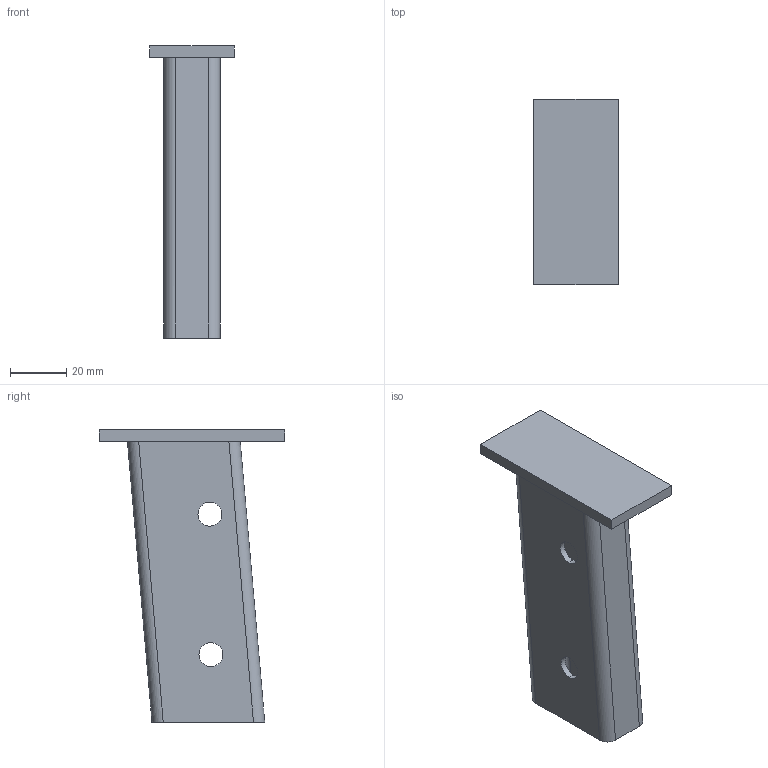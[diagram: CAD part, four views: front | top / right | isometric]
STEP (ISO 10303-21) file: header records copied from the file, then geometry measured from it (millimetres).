
FILE_DESCRIPTION (( 'STEP AP214' ), '1' );
FILE_NAME ('0026933.step', '2022-09-13T11:12:44', ( '' ), ( '' ), 'SwSTEP 2.0', 'SolidWorks 2020', '' );
FILE_SCHEMA (( 'AUTOMOTIVE_DESIGN' ));
Length unit declared in the file: millimetre
Products named in the file (1): 0026933
Bounding box: 30 x 66 x 104 mm (x, y, z)
Volume: 28891.7 mm3; surface area: 25941.6 mm2
Topology: 1 solids, 1 shells, 32 faces, 84 edges, 56 vertices
Faces by surface type: plane 16, cylinder 12, bspline 4
Entity records: 1234 total; most frequent: CARTESIAN_POINT 425, ORIENTED_EDGE 168, DIRECTION 142, EDGE_CURVE 84, VERTEX_POINT 56, VECTOR 52, LINE 52, AXIS2_PLACEMENT_3D 45
